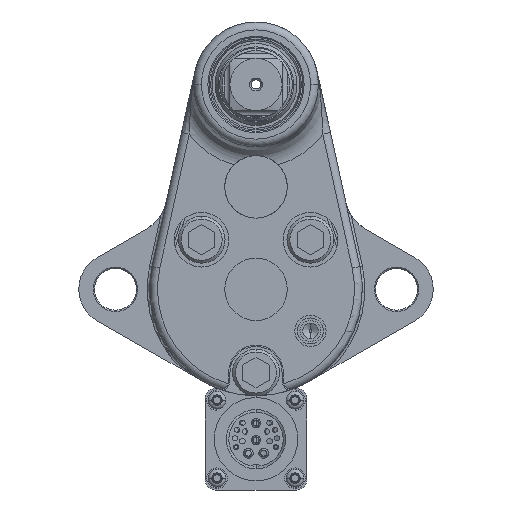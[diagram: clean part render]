
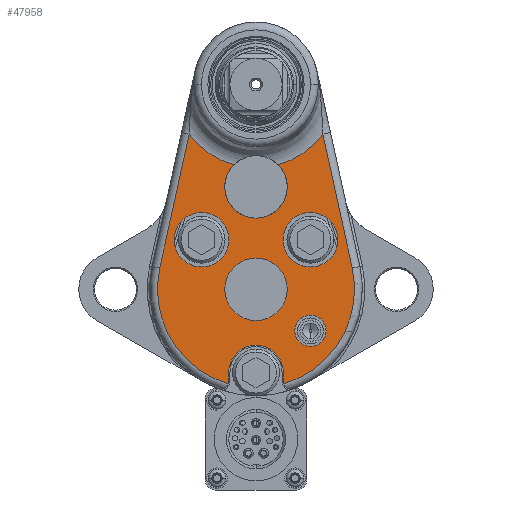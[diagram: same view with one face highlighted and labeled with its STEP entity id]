
A CAD part, left-side view. The second image highlights one B-rep face of the part: STEP entity #47958.
In plain terms, the highlighted planar face has unit normal (-1, 0, 0).
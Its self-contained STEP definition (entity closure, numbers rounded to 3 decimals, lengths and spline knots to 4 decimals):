
#46614=CARTESIAN_POINT('',(-18.0529,0.005,0.));
#46615=DIRECTION('',(-1.,0.,0.));
#46616=DIRECTION('',(0.,0.,-1.));
#46617=AXIS2_PLACEMENT_3D('',#46614,#46615,#46616);
#46619=CARTESIAN_POINT('',(-18.0529,0.005,0.));
#46620=DIRECTION('',(-1.,0.,0.));
#46621=DIRECTION('',(0.,0.,1.));
#46622=AXIS2_PLACEMENT_3D('',#46619,#46620,#46621);
#46624=CARTESIAN_POINT('',(-18.0529,0.658,0.595));
#46625=DIRECTION('',(1.,0.,0.));
#46626=DIRECTION('',(0.,0.,-1.));
#46627=AXIS2_PLACEMENT_3D('',#46624,#46625,#46626);
#46629=CARTESIAN_POINT('',(-18.0529,0.658,0.595));
#46630=DIRECTION('',(1.,0.,0.));
#46631=DIRECTION('',(0.,0.,1.));
#46632=AXIS2_PLACEMENT_3D('',#46629,#46630,#46631);
#46634=CARTESIAN_POINT('',(-18.0529,-0.648,0.595));
#46635=DIRECTION('',(-1.,0.,0.));
#46636=DIRECTION('',(0.,0.,-1.));
#46637=AXIS2_PLACEMENT_3D('',#46634,#46635,#46636);
#46639=CARTESIAN_POINT('',(-18.0529,-0.648,0.595));
#46640=DIRECTION('',(-1.,0.,0.));
#46641=DIRECTION('',(0.,0.,1.));
#46642=AXIS2_PLACEMENT_3D('',#46639,#46640,#46641);
#46644=CARTESIAN_POINT('',(-18.0529,-0.417,-1.1052));
#46645=DIRECTION('',(-1.,0.,0.));
#46646=DIRECTION('',(0.,1.,0.));
#46647=AXIS2_PLACEMENT_3D('',#46644,#46645,#46646);
#46649=DIRECTION('',(0.,0.,1.));
#46650=VECTOR('',#46649,0.1052);
#46651=CARTESIAN_POINT('',(-18.0529,-0.323,-1.1052));
#46652=LINE('',#46651,#46650);
#46653=CARTESIAN_POINT('',(-18.0529,0.005,-1.));
#46654=DIRECTION('',(-1.,0.,0.));
#46655=DIRECTION('',(0.,-1.,0.));
#46656=AXIS2_PLACEMENT_3D('',#46653,#46654,#46655);
#46658=DIRECTION('',(0.,0.,-1.));
#46659=VECTOR('',#46658,0.1052);
#46660=CARTESIAN_POINT('',(-18.0529,0.333,-1.));
#46661=LINE('',#46660,#46659);
#46662=CARTESIAN_POINT('',(-18.0529,0.427,-1.1052));
#46663=DIRECTION('',(-1.,0.,0.));
#46664=DIRECTION('',(0.,-0.948,-0.319));
#46665=AXIS2_PLACEMENT_3D('',#46662,#46663,#46664);
#46667=CARTESIAN_POINT('',(-18.0529,0.005,1.2293));
#46668=DIRECTION('',(-1.,0.,0.));
#46669=DIRECTION('',(0.,0.706,0.708));
#46670=AXIS2_PLACEMENT_3D('',#46667,#46668,#46669);
#46672=CARTESIAN_POINT('',(-18.0529,0.005,1.2293));
#46673=DIRECTION('',(-1.,0.,0.));
#46674=DIRECTION('',(0.,0.,-1.));
#46675=AXIS2_PLACEMENT_3D('',#46672,#46673,#46674);
#46677=CARTESIAN_POINT('',(-18.0529,-0.648,-0.5));
#46678=DIRECTION('',(-1.,0.,0.));
#46679=DIRECTION('',(0.,0.,1.));
#46680=AXIS2_PLACEMENT_3D('',#46677,#46678,#46679);
#46682=CARTESIAN_POINT('',(-18.0529,-0.648,-0.5));
#46683=DIRECTION('',(-1.,0.,0.));
#46684=DIRECTION('',(0.,0.,-1.));
#46685=AXIS2_PLACEMENT_3D('',#46682,#46683,#46684);
#46823=CARTESIAN_POINT('',(-18.0529,0.005,2.459));
#46824=DIRECTION('',(1.,0.,0.));
#46825=DIRECTION('',(0.,0.265,-0.964));
#46826=AXIS2_PLACEMENT_3D('',#46823,#46824,#46825);
#46843=CARTESIAN_POINT('',(-18.0529,0.005,2.459));
#46844=DIRECTION('',(1.,0.,0.));
#46845=DIRECTION('',(0.,-0.803,-0.597));
#46846=AXIS2_PLACEMENT_3D('',#46843,#46844,#46845);
#46857=CARTESIAN_POINT('',(-18.0529,0.8075,
1.8624));
#46870=DIRECTION('',(0.,0.214,-0.977));
#46871=VECTOR('',#46870,1.6471);
#46872=CARTESIAN_POINT('',(-18.0529,0.8075,
1.8624));
#46873=LINE('',#46872,#46871);
#46894=CARTESIAN_POINT('',(-18.0529,0.005,0.));
#46895=DIRECTION('',(-1.,0.,0.));
#46896=DIRECTION('',(0.,-0.281,-0.96));
#46897=AXIS2_PLACEMENT_3D('',#46894,#46895,#46896);
#46924=CARTESIAN_POINT('',(-18.0529,0.005,0.));
#46925=DIRECTION('',(-1.,0.,0.));
#46926=DIRECTION('',(0.,0.977,0.214));
#46927=AXIS2_PLACEMENT_3D('',#46924,#46925,#46926);
#46929=DIRECTION('',(0.,0.214,0.977));
#46930=VECTOR('',#46929,1.6471);
#46931=CARTESIAN_POINT('',(-18.0529,-1.1505,0.2535));
#46932=LINE('',#46931,#46930);
#47661=VERTEX_POINT('',#46857);
#47663=CARTESIAN_POINT('',(-18.0529,1.1605,0.2535));
#47664=VERTEX_POINT('',#47663);
#47667=CARTESIAN_POINT('',(-18.0529,-1.1505,0.2535));
#47668=CARTESIAN_POINT('',(-18.0529,-0.7975,
1.8624));
#47669=VERTEX_POINT('',#47667);
#47670=VERTEX_POINT('',#47668);
#47698=CARTESIAN_POINT('',(-18.0529,0.005,-0.375));
#47699=CARTESIAN_POINT('',(-18.0529,0.005,0.375));
#47700=VERTEX_POINT('',#47698);
#47701=VERTEX_POINT('',#47699);
#47710=CARTESIAN_POINT('',(-18.0529,0.005,0.8543));
#47711=CARTESIAN_POINT('',(-18.0529,-0.2599,1.4947));
#47712=VERTEX_POINT('',#47710);
#47713=VERTEX_POINT('',#47711);
#47714=CARTESIAN_POINT('',(-18.0529,0.2699,1.4947));
#47715=VERTEX_POINT('',#47714);
#47788=CARTESIAN_POINT('',(-18.0529,0.658,0.2665));
#47789=CARTESIAN_POINT('',(-18.0529,0.658,0.9235));
#47790=VERTEX_POINT('',#47788);
#47791=VERTEX_POINT('',#47789);
#47792=CARTESIAN_POINT('',(-18.0529,-0.648,0.2665));
#47793=CARTESIAN_POINT('',(-18.0529,-0.648,0.9235));
#47794=VERTEX_POINT('',#47792);
#47795=VERTEX_POINT('',#47793);
#47796=CARTESIAN_POINT('',(-18.0529,-0.323,-1.1052));
#47797=CARTESIAN_POINT('',(-18.0529,-0.3279,-1.1352));
#47798=VERTEX_POINT('',#47796);
#47799=VERTEX_POINT('',#47797);
#47800=CARTESIAN_POINT('',(-18.0529,-0.323,-1.));
#47801=VERTEX_POINT('',#47800);
#47802=CARTESIAN_POINT('',(-18.0529,0.333,-1.));
#47803=VERTEX_POINT('',#47802);
#47804=CARTESIAN_POINT('',(-18.0529,0.333,-1.1052));
#47805=VERTEX_POINT('',#47804);
#47806=CARTESIAN_POINT('',(-18.0529,0.3379,-1.1352));
#47807=VERTEX_POINT('',#47806);
#47885=CARTESIAN_POINT('',(-18.0529,-0.648,-0.6875));
#47886=CARTESIAN_POINT('',(-18.0529,-0.648,-0.3125));
#47887=VERTEX_POINT('',#47885);
#47888=VERTEX_POINT('',#47886);
#47901=CARTESIAN_POINT('',(-18.0529,0.005,0.));
#47902=DIRECTION('',(1.,0.,0.));
#47903=DIRECTION('',(0.,-1.,0.));
#47904=AXIS2_PLACEMENT_3D('',#47901,#47902,#47903);
#47905=PLANE('',#47904);
#47907=ORIENTED_EDGE('',*,*,#47906,.F.);
#47909=ORIENTED_EDGE('',*,*,#47908,.T.);
#47911=ORIENTED_EDGE('',*,*,#47910,.T.);
#47913=ORIENTED_EDGE('',*,*,#47912,.T.);
#47915=ORIENTED_EDGE('',*,*,#47914,.F.);
#47917=ORIENTED_EDGE('',*,*,#47916,.F.);
#47919=ORIENTED_EDGE('',*,*,#47918,.F.);
#47921=ORIENTED_EDGE('',*,*,#47920,.F.);
#47923=ORIENTED_EDGE('',*,*,#47922,.T.);
#47925=ORIENTED_EDGE('',*,*,#47924,.T.);
#47927=ORIENTED_EDGE('',*,*,#47926,.F.);
#47929=ORIENTED_EDGE('',*,*,#47928,.F.);
#47931=ORIENTED_EDGE('',*,*,#47930,.F.);
#47932=EDGE_LOOP('',(#47907,#47909,#47911,#47913,#47915,#47917,#47919,#47921,
#47923,#47925,#47927,#47929,#47931));
#47933=FACE_OUTER_BOUND('',#47932,.F.);
#47935=ORIENTED_EDGE('',*,*,#47934,.T.);
#47937=ORIENTED_EDGE('',*,*,#47936,.T.);
#47938=EDGE_LOOP('',(#47935,#47937));
#47939=FACE_BOUND('',#47938,.F.);
#47941=ORIENTED_EDGE('',*,*,#47940,.F.);
#47943=ORIENTED_EDGE('',*,*,#47942,.F.);
#47944=EDGE_LOOP('',(#47941,#47943));
#47945=FACE_BOUND('',#47944,.F.);
#47947=ORIENTED_EDGE('',*,*,#47946,.T.);
#47949=ORIENTED_EDGE('',*,*,#47948,.T.);
#47950=EDGE_LOOP('',(#47947,#47949));
#47951=FACE_BOUND('',#47950,.F.);
#47953=ORIENTED_EDGE('',*,*,#47952,.T.);
#47955=ORIENTED_EDGE('',*,*,#47954,.T.);
#47956=EDGE_LOOP('',(#47953,#47955));
#47957=FACE_BOUND('',#47956,.F.);
#47958=ADVANCED_FACE('',(#47933,#47939,#47945,#47951,#47957),#47905,.F.);
#46618=CIRCLE('',#46617,0.375);
#46623=CIRCLE('',#46622,0.375);
#46628=CIRCLE('',#46627,0.3285);
#46633=CIRCLE('',#46632,0.3285);
#46638=CIRCLE('',#46637,0.3285);
#46643=CIRCLE('',#46642,0.3285);
#46648=CIRCLE('',#46647,0.094);
#46657=CIRCLE('',#46656,0.328);
#46666=CIRCLE('',#46665,0.094);
#46671=CIRCLE('',#46670,0.375);
#46676=CIRCLE('',#46675,0.375);
#46681=CIRCLE('',#46680,0.1875);
#46686=CIRCLE('',#46685,0.1875);
#46827=CIRCLE('',#46826,1.);
#46847=CIRCLE('',#46846,1.);
#46898=CIRCLE('',#46897,1.183);
#46928=CIRCLE('',#46927,1.183);
#47906=EDGE_CURVE('',#47798,#47799,#46648,.T.);
#47908=EDGE_CURVE('',#47798,#47801,#46652,.T.);
#47910=EDGE_CURVE('',#47801,#47803,#46657,.T.);
#47912=EDGE_CURVE('',#47803,#47805,#46661,.T.);
#47914=EDGE_CURVE('',#47807,#47805,#46666,.T.);
#47916=EDGE_CURVE('',#47664,#47807,#46928,.T.);
#47918=EDGE_CURVE('',#47661,#47664,#46873,.T.);
#47920=EDGE_CURVE('',#47715,#47661,#46827,.T.);
#47922=EDGE_CURVE('',#47715,#47712,#46671,.T.);
#47924=EDGE_CURVE('',#47712,#47713,#46676,.T.);
#47926=EDGE_CURVE('',#47670,#47713,#46847,.T.);
#47928=EDGE_CURVE('',#47669,#47670,#46932,.T.);
#47930=EDGE_CURVE('',#47799,#47669,#46898,.T.);
#47934=EDGE_CURVE('',#47700,#47701,#46618,.T.);
#47936=EDGE_CURVE('',#47701,#47700,#46623,.T.);
#47940=EDGE_CURVE('',#47790,#47791,#46628,.T.);
#47942=EDGE_CURVE('',#47791,#47790,#46633,.T.);
#47946=EDGE_CURVE('',#47794,#47795,#46638,.T.);
#47948=EDGE_CURVE('',#47795,#47794,#46643,.T.);
#47952=EDGE_CURVE('',#47888,#47887,#46681,.T.);
#47954=EDGE_CURVE('',#47887,#47888,#46686,.T.);
